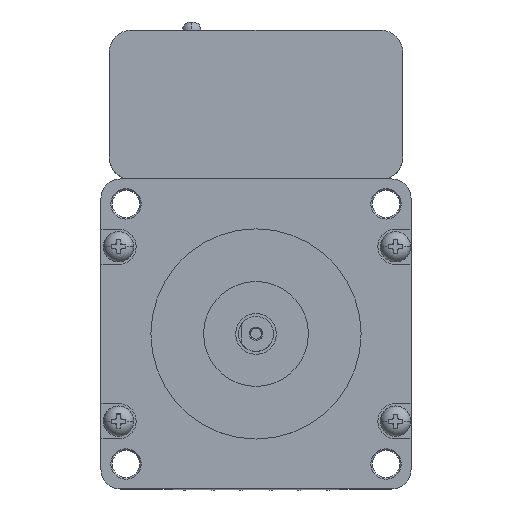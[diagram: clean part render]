
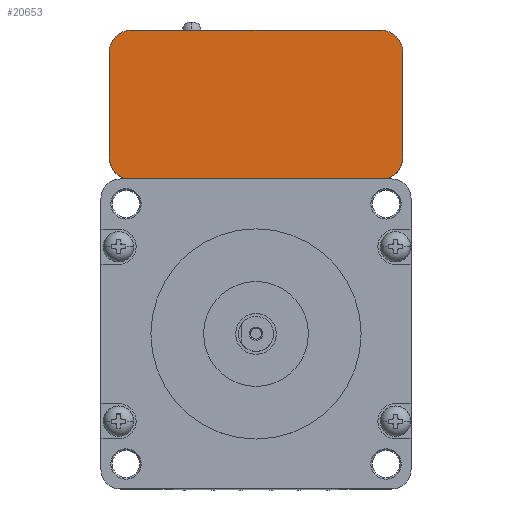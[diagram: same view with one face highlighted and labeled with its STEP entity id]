
A CAD part, top view. The second image highlights one B-rep face of the part: STEP entity #20653.
In plain terms, the highlighted planar face has unit normal (0, 0, 1).
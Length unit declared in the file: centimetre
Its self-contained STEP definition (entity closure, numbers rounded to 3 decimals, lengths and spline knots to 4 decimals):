
#415 = AXIS2_PLACEMENT_3D ( 'NONE', #21079, #11400, #18834 ) ;
#544 = EDGE_CURVE ( 'NONE', #11194, #30454, #20301, .T. ) ;
#1021 = DIRECTION ( 'NONE',  ( 0., -1., 0. ) ) ;
#1148 = AXIS2_PLACEMENT_3D ( 'NONE', #19496, #2189, #14410 ) ;
#1181 = LINE ( 'NONE', #27308, #5397 ) ;
#1669 = ORIENTED_EDGE ( 'NONE', *, *, #11544, .F. ) ;
#1731 = PLANE ( 'NONE',  #415 ) ;
#1752 = VERTEX_POINT ( 'NONE', #15091 ) ;
#2128 = CARTESIAN_POINT ( 'NONE',  ( 2.6605, 2.81, 3.95 ) ) ;
#2144 = LINE ( 'NONE', #2128, #10184 ) ;
#2189 = DIRECTION ( 'NONE',  ( 0., 0., 1. ) ) ;
#2446 = VERTEX_POINT ( 'NONE', #20222 ) ;
#2556 = EDGE_CURVE ( 'NONE', #25670, #30454, #15523, .T. ) ;
#3361 = EDGE_CURVE ( 'NONE', #29257, #10809, #27978, .T. ) ;
#3761 = AXIS2_PLACEMENT_3D ( 'NONE', #25898, #6061, #11316 ) ;
#3873 = CARTESIAN_POINT ( 'NONE',  ( -2.2505, 3.22, 3.95 ) ) ;
#3992 = DIRECTION ( 'NONE',  ( -1., 0., 0. ) ) ;
#4296 = VECTOR ( 'NONE', #8301, 100. ) ;
#4409 = VERTEX_POINT ( 'NONE', #19639 ) ;
#4544 = DIRECTION ( 'NONE',  ( 0., 1., 0. ) ) ;
#5028 = CARTESIAN_POINT ( 'NONE',  ( -2.2505, 5.11, 3.95 ) ) ;
#5397 = VECTOR ( 'NONE', #19979, 100. ) ;
#5731 = CARTESIAN_POINT ( 'NONE',  ( 2.6605, 5.11, 3.95 ) ) ;
#5865 = CARTESIAN_POINT ( 'NONE',  ( -1.52, 2.45, 3.95 ) ) ;
#6057 = VERTEX_POINT ( 'NONE', #7753 ) ;
#6061 = DIRECTION ( 'NONE',  ( 0., 0., 1. ) ) ;
#6085 = DIRECTION ( 'NONE',  ( -1., 0., 0. ) ) ;
#6698 = CIRCLE ( 'NONE', #20210, 0.36 ) ;
#6775 = EDGE_CURVE ( 'NONE', #24556, #1752, #11567, .T. ) ;
#6910 = FACE_OUTER_BOUND ( 'NONE', #25951, .T. ) ;
#7067 = VERTEX_POINT ( 'NONE', #11398 ) ;
#7209 = CARTESIAN_POINT ( 'NONE',  ( -2.6605, 3.22, 3.95 ) ) ;
#7301 = DIRECTION ( 'NONE',  ( -1., 0., 0. ) ) ;
#7374 = CIRCLE ( 'NONE', #26718, 0.41 ) ;
#7535 = ORIENTED_EDGE ( 'NONE', *, *, #31344, .T. ) ;
#7719 = EDGE_CURVE ( 'NONE', #24556, #15716, #19150, .T. ) ;
#7753 = CARTESIAN_POINT ( 'NONE',  ( 2.2505, 5.52, 3.95 ) ) ;
#7917 = CARTESIAN_POINT ( 'NONE',  ( 1.52, 2.45, 3.95 ) ) ;
#8113 = DIRECTION ( 'NONE',  ( -1., 0., 0. ) ) ;
#8192 = EDGE_CURVE ( 'NONE', #7067, #2446, #29502, .T. ) ;
#8301 = DIRECTION ( 'NONE',  ( 0., 1., 0. ) ) ;
#9259 = VECTOR ( 'NONE', #14269, 100. ) ;
#9695 = EDGE_CURVE ( 'NONE', #17638, #10809, #25340, .T. ) ;
#9761 = CARTESIAN_POINT ( 'NONE',  ( -2.2505, 5.52, 3.95 ) ) ;
#10001 = LINE ( 'NONE', #21198, #9259 ) ;
#10184 = VECTOR ( 'NONE', #7301, 100. ) ;
#10426 = VECTOR ( 'NONE', #20404, 100. ) ;
#10777 = DIRECTION ( 'NONE',  ( 0., 0., -1. ) ) ;
#10809 = VERTEX_POINT ( 'NONE', #12656 ) ;
#10922 = CARTESIAN_POINT ( 'NONE',  ( 2.2505, 2.81, 3.95 ) ) ;
#11105 = ORIENTED_EDGE ( 'NONE', *, *, #15812, .F. ) ;
#11194 = VERTEX_POINT ( 'NONE', #9761 ) ;
#11316 = DIRECTION ( 'NONE',  ( -1., 0., 0. ) ) ;
#11350 = ORIENTED_EDGE ( 'NONE', *, *, #6775, .F. ) ;
#11398 = CARTESIAN_POINT ( 'NONE',  ( 1.88, 2.81, 3.95 ) ) ;
#11400 = DIRECTION ( 'NONE',  ( 0., 0., -1. ) ) ;
#11544 = EDGE_CURVE ( 'NONE', #4409, #15716, #2144, .T. ) ;
#11567 = LINE ( 'NONE', #15599, #4296 ) ;
#12178 = CARTESIAN_POINT ( 'NONE',  ( -1.88, 2.45, 3.95 ) ) ;
#12656 = CARTESIAN_POINT ( 'NONE',  ( 2.6605, 3.22, 3.95 ) ) ;
#12762 = ORIENTED_EDGE ( 'NONE', *, *, #20159, .F. ) ;
#12837 = VERTEX_POINT ( 'NONE', #30110 ) ;
#13285 = ORIENTED_EDGE ( 'NONE', *, *, #21676, .T. ) ;
#13313 = CARTESIAN_POINT ( 'NONE',  ( -2.6605, 5.11, 3.95 ) ) ;
#14269 = DIRECTION ( 'NONE',  ( 1., 0., 0. ) ) ;
#14410 = DIRECTION ( 'NONE',  ( -1., 0., 0. ) ) ;
#15091 = CARTESIAN_POINT ( 'NONE',  ( -1.88, 2.81, 3.95 ) ) ;
#15523 = LINE ( 'NONE', #28730, #18930 ) ;
#15599 = CARTESIAN_POINT ( 'NONE',  ( -1.88, 0., 3.95 ) ) ;
#15716 = VERTEX_POINT ( 'NONE', #25703 ) ;
#15786 = ORIENTED_EDGE ( 'NONE', *, *, #7719, .T. ) ;
#15812 = EDGE_CURVE ( 'NONE', #17638, #7067, #21197, .T. ) ;
#16094 = ORIENTED_EDGE ( 'NONE', *, *, #2556, .F. ) ;
#16253 = ORIENTED_EDGE ( 'NONE', *, *, #9695, .T. ) ;
#17638 = VERTEX_POINT ( 'NONE', #10922 ) ;
#17716 = DIRECTION ( 'NONE',  ( 0., 0., -1. ) ) ;
#17851 = CARTESIAN_POINT ( 'NONE',  ( 2.6605, 5.52, 3.95 ) ) ;
#17920 = ORIENTED_EDGE ( 'NONE', *, *, #31065, .T. ) ;
#18492 = VECTOR ( 'NONE', #1021, 100. ) ;
#18834 = DIRECTION ( 'NONE',  ( -1., 0., 0. ) ) ;
#18930 = VECTOR ( 'NONE', #4544, 100. ) ;
#19150 = CIRCLE ( 'NONE', #30704, 0.36 ) ;
#19375 = EDGE_CURVE ( 'NONE', #4409, #2446, #6698, .T. ) ;
#19496 = CARTESIAN_POINT ( 'NONE',  ( 2.2505, 3.22, 3.95 ) ) ;
#19639 = CARTESIAN_POINT ( 'NONE',  ( 1.52, 2.81, 3.95 ) ) ;
#19839 = DIRECTION ( 'NONE',  ( -1., 0., 0. ) ) ;
#19979 = DIRECTION ( 'NONE',  ( 1., 0., 0. ) ) ;
#20159 = EDGE_CURVE ( 'NONE', #11194, #6057, #10001, .T. ) ;
#20210 = AXIS2_PLACEMENT_3D ( 'NONE', #7917, #17716, #8113 ) ;
#20222 = CARTESIAN_POINT ( 'NONE',  ( 1.88, 2.45, 3.95 ) ) ;
#20301 = CIRCLE ( 'NONE', #26847, 0.41 ) ;
#20404 = DIRECTION ( 'NONE',  ( 0., -1., 0. ) ) ;
#20645 = CIRCLE ( 'NONE', #3761, 0.41 ) ;
#20653 = ADVANCED_FACE ( 'NONE', ( #6910 ), #1731, .F. ) ;
#21079 = CARTESIAN_POINT ( 'NONE',  ( 0., 0., 3.95 ) ) ;
#21197 = LINE ( 'NONE', #25920, #26871 ) ;
#21198 = CARTESIAN_POINT ( 'NONE',  ( -1.88, 5.52, 3.95 ) ) ;
#21285 = DIRECTION ( 'NONE',  ( 0., 0., 1. ) ) ;
#21621 = ORIENTED_EDGE ( 'NONE', *, *, #3361, .F. ) ;
#21676 = EDGE_CURVE ( 'NONE', #29257, #6057, #20645, .T. ) ;
#24556 = VERTEX_POINT ( 'NONE', #12178 ) ;
#24658 = DIRECTION ( 'NONE',  ( 0., 0., 1. ) ) ;
#25340 = CIRCLE ( 'NONE', #1148, 0.41 ) ;
#25670 = VERTEX_POINT ( 'NONE', #7209 ) ;
#25703 = CARTESIAN_POINT ( 'NONE',  ( -1.52, 2.81, 3.95 ) ) ;
#25898 = CARTESIAN_POINT ( 'NONE',  ( 2.2505, 5.11, 3.95 ) ) ;
#25920 = CARTESIAN_POINT ( 'NONE',  ( 2.6605, 2.81, 3.95 ) ) ;
#25951 = EDGE_LOOP ( 'NONE', ( #21621, #13285, #12762, #29568, #16094, #17920, #7535, #11350, #15786, #1669, #30529, #30222, #11105, #16253 ) ) ;
#26718 = AXIS2_PLACEMENT_3D ( 'NONE', #3873, #21285, #3992 ) ;
#26847 = AXIS2_PLACEMENT_3D ( 'NONE', #5028, #24658, #19839 ) ;
#26871 = VECTOR ( 'NONE', #28461, 100. ) ;
#27308 = CARTESIAN_POINT ( 'NONE',  ( -2.6605, 2.81, 3.95 ) ) ;
#27978 = LINE ( 'NONE', #17851, #10426 ) ;
#28461 = DIRECTION ( 'NONE',  ( -1., 0., 0. ) ) ;
#28535 = CARTESIAN_POINT ( 'NONE',  ( 1.88, 1.88, 3.95 ) ) ;
#28730 = CARTESIAN_POINT ( 'NONE',  ( -2.6605, 5.52, 3.95 ) ) ;
#29257 = VERTEX_POINT ( 'NONE', #5731 ) ;
#29502 = LINE ( 'NONE', #28535, #18492 ) ;
#29568 = ORIENTED_EDGE ( 'NONE', *, *, #544, .T. ) ;
#30110 = CARTESIAN_POINT ( 'NONE',  ( -2.2505, 2.81, 3.95 ) ) ;
#30222 = ORIENTED_EDGE ( 'NONE', *, *, #8192, .F. ) ;
#30454 = VERTEX_POINT ( 'NONE', #13313 ) ;
#30529 = ORIENTED_EDGE ( 'NONE', *, *, #19375, .T. ) ;
#30704 = AXIS2_PLACEMENT_3D ( 'NONE', #5865, #10777, #6085 ) ;
#31065 = EDGE_CURVE ( 'NONE', #25670, #12837, #7374, .T. ) ;
#31344 = EDGE_CURVE ( 'NONE', #12837, #1752, #1181, .T. ) ;
